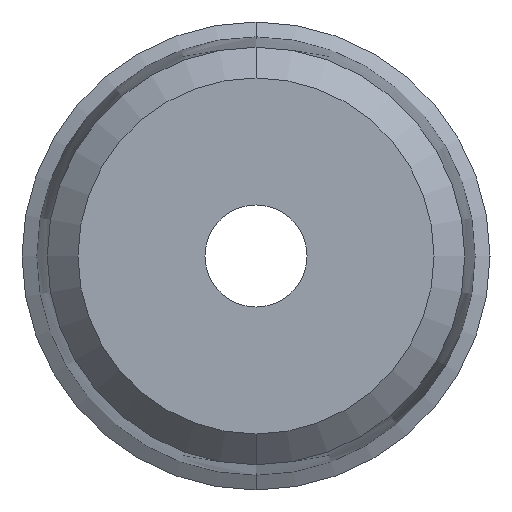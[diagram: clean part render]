
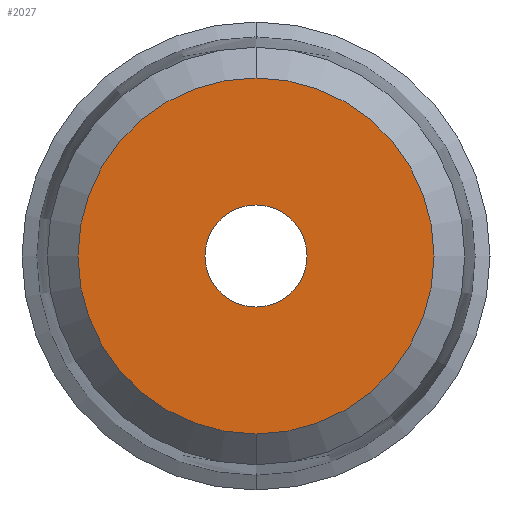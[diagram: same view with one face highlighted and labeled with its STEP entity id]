
A CAD part, front view. The second image highlights one B-rep face of the part: STEP entity #2027.
In plain terms, the highlighted planar face has unit normal (0, -1, 0).
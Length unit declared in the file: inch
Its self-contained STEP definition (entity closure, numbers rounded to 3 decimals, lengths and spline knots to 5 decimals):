
#18 = EDGE_CURVE ( 'NONE', #1776, #2632, #1209, .T. ) ;
#168 = CARTESIAN_POINT ( 'NONE',  ( 0., 0., -0.04724 ) ) ;
#203 = DIRECTION ( 'NONE',  ( 0., -1., 0. ) ) ;
#283 = AXIS2_PLACEMENT_3D ( 'NONE', #1716, #416, #1916 ) ;
#309 = CARTESIAN_POINT ( 'NONE',  ( 0., 0., 0. ) ) ;
#349 = AXIS2_PLACEMENT_3D ( 'NONE', #309, #1828, #552 ) ;
#406 = EDGE_CURVE ( 'NONE', #1365, #709, #889, .T. ) ;
#416 = DIRECTION ( 'NONE',  ( 0., 1., 0. ) ) ;
#453 = ORIENTED_EDGE ( 'NONE', *, *, #18, .F. ) ;
#486 = CIRCLE ( 'NONE', #2097, 0.16474 ) ;
#502 = CIRCLE ( 'NONE', #283, 0.04724 ) ;
#518 = FACE_OUTER_BOUND ( 'NONE', #2244, .T. ) ;
#552 = DIRECTION ( 'NONE',  ( 0., 0., -1. ) ) ;
#659 = FACE_BOUND ( 'NONE', #1922, .T. ) ;
#709 = VERTEX_POINT ( 'NONE', #168 ) ;
#823 = EDGE_CURVE ( 'NONE', #709, #1365, #502, .T. ) ;
#857 = AXIS2_PLACEMENT_3D ( 'NONE', #1845, #892, #964 ) ;
#889 = CIRCLE ( 'NONE', #349, 0.04724 ) ;
#892 = DIRECTION ( 'NONE',  ( 0., 1., 0. ) ) ;
#964 = DIRECTION ( 'NONE',  ( 0., 0., 1. ) ) ;
#1032 = CARTESIAN_POINT ( 'NONE',  ( 0., 0., 0.04724 ) ) ;
#1101 = PLANE ( 'NONE',  #1650 ) ;
#1195 = DIRECTION ( 'NONE',  ( 0., 1., 0. ) ) ;
#1209 = CIRCLE ( 'NONE', #857, 0.16474 ) ;
#1365 = VERTEX_POINT ( 'NONE', #1032 ) ;
#1548 = ORIENTED_EDGE ( 'NONE', *, *, #823, .T. ) ;
#1650 = AXIS2_PLACEMENT_3D ( 'NONE', #1729, #203, #1736 ) ;
#1692 = EDGE_CURVE ( 'NONE', #2632, #1776, #486, .T. ) ;
#1716 = CARTESIAN_POINT ( 'NONE',  ( 0., 0., 0. ) ) ;
#1729 = CARTESIAN_POINT ( 'NONE',  ( -0.08237, 0., 0. ) ) ;
#1736 = DIRECTION ( 'NONE',  ( 0., 0., -1. ) ) ;
#1776 = VERTEX_POINT ( 'NONE', #2373 ) ;
#1828 = DIRECTION ( 'NONE',  ( 0., 1., 0. ) ) ;
#1845 = CARTESIAN_POINT ( 'NONE',  ( 0., 0., 0. ) ) ;
#1916 = DIRECTION ( 'NONE',  ( 0., 0., -1. ) ) ;
#1922 = EDGE_LOOP ( 'NONE', ( #1548, #2196 ) ) ;
#2027 = ADVANCED_FACE ( 'NONE', ( #659, #518 ), #1101, .T. ) ;
#2044 = CARTESIAN_POINT ( 'NONE',  ( 0., 0., -0.16474 ) ) ;
#2097 = AXIS2_PLACEMENT_3D ( 'NONE', #2363, #1195, #2563 ) ;
#2112 = ORIENTED_EDGE ( 'NONE', *, *, #1692, .F. ) ;
#2196 = ORIENTED_EDGE ( 'NONE', *, *, #406, .T. ) ;
#2244 = EDGE_LOOP ( 'NONE', ( #453, #2112 ) ) ;
#2363 = CARTESIAN_POINT ( 'NONE',  ( 0., 0., 0. ) ) ;
#2373 = CARTESIAN_POINT ( 'NONE',  ( 0., 0., 0.16474 ) ) ;
#2563 = DIRECTION ( 'NONE',  ( 0., 0., 1. ) ) ;
#2632 = VERTEX_POINT ( 'NONE', #2044 ) ;
